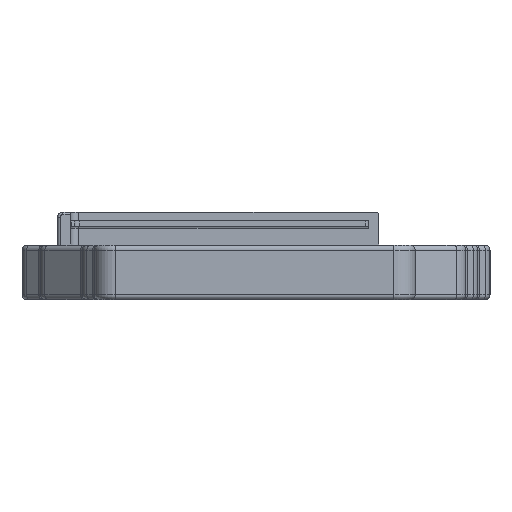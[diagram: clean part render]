
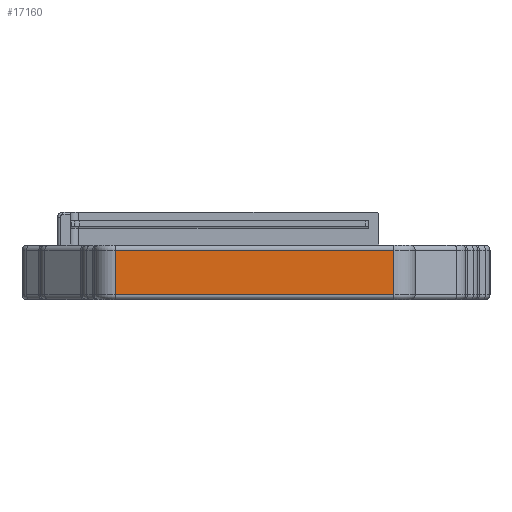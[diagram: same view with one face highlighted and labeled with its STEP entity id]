
A CAD part, left-side view. The second image highlights one B-rep face of the part: STEP entity #17160.
In plain terms, the highlighted planar face has unit normal (-1, 0, 0).
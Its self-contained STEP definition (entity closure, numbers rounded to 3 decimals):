
#1966=FACE_OUTER_BOUND('',#2945,.T.);
#2945=EDGE_LOOP('',(#12004,#12005,#12006,#12007));
#3977=LINE('',#25976,#5533);
#3999=LINE('',#26105,#5555);
#4086=LINE('',#26452,#5642);
#4097=LINE('',#26532,#5653);
#5533=VECTOR('',#20312,10.);
#5555=VECTOR('',#20464,10.);
#5642=VECTOR('',#20821,10.);
#5653=VECTOR('',#20932,10.);
#7111=VERTEX_POINT('',#25966);
#7113=VERTEX_POINT('',#25972);
#7156=VERTEX_POINT('',#26103);
#7279=VERTEX_POINT('',#26443);
#8839=EDGE_CURVE('',#7111,#7113,#3977,.T.);
#8904=EDGE_CURVE('',#7111,#7156,#3999,.T.);
#9078=EDGE_CURVE('',#7279,#7156,#4086,.T.);
#9118=EDGE_CURVE('',#7113,#7279,#4097,.T.);
#12004=ORIENTED_EDGE('',*,*,#8839,.F.);
#12005=ORIENTED_EDGE('',*,*,#8904,.T.);
#12006=ORIENTED_EDGE('',*,*,#9078,.F.);
#12007=ORIENTED_EDGE('',*,*,#9118,.F.);
#16681=PLANE('',#18366);
#17160=ADVANCED_FACE('',(#1966),#16681,.T.);
#18366=AXIS2_PLACEMENT_3D('',#26531,#20930,#20931);
#20312=DIRECTION('',(0.,1.,0.));
#20464=DIRECTION('',(0.,0.,1.));
#20821=DIRECTION('',(0.,-1.,0.));
#20930=DIRECTION('center_axis',(-1.,0.,0.));
#20931=DIRECTION('ref_axis',(0.,-1.,0.));
#20932=DIRECTION('',(0.,0.,1.));
#25966=CARTESIAN_POINT('',(-142.15,16.293,1.));
#25972=CARTESIAN_POINT('',(-142.15,69.493,1.));
#25976=CARTESIAN_POINT('',(-142.15,56.068,1.));
#26103=CARTESIAN_POINT('',(-142.15,16.293,9.5));
#26105=CARTESIAN_POINT('',(-142.15,16.293,0.));
#26443=CARTESIAN_POINT('',(-142.15,69.493,9.5));
#26452=CARTESIAN_POINT('',(-142.15,56.068,9.5));
#26531=CARTESIAN_POINT('Origin',(-142.15,69.493,0.));
#26532=CARTESIAN_POINT('',(-142.15,69.493,0.));
